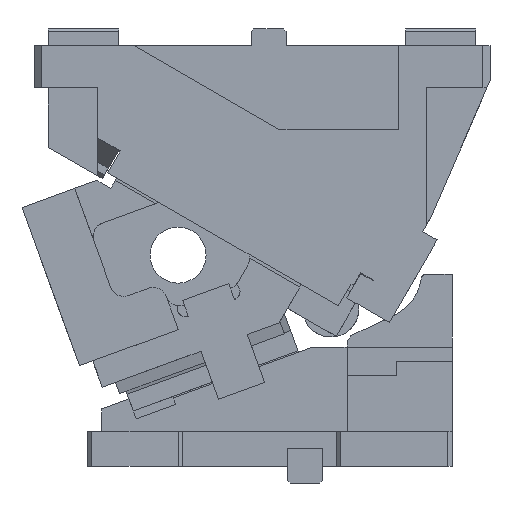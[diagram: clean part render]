
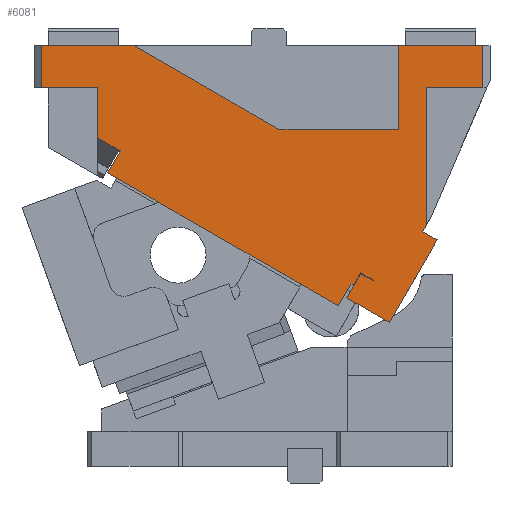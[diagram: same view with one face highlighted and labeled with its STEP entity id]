
A CAD part, left-side view. The second image highlights one B-rep face of the part: STEP entity #6081.
In plain terms, the highlighted planar face has unit normal (-1, 0, 0).
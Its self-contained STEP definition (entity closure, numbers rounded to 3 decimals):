
#2828=CARTESIAN_POINT('Vertex',(429.811,958.509,0.)) ;
#2831=CARTESIAN_POINT('Line Origine',(429.811,906.547,-30.)) ;
#2835=CARTESIAN_POINT('Vertex',(429.811,854.586,-60.)) ;
#3282=CARTESIAN_POINT('Vertex',(429.811,984.73,-30.)) ;
#3285=CARTESIAN_POINT('Line Origine',(429.811,1004.73,-30.)) ;
#3289=CARTESIAN_POINT('Vertex',(429.811,1024.73,-30.)) ;
#3560=CARTESIAN_POINT('Line Origine',(429.811,769.73,-30.)) ;
#3564=CARTESIAN_POINT('Vertex',(429.811,769.73,0.)) ;
#3566=CARTESIAN_POINT('Vertex',(429.811,769.73,-60.)) ;
#3591=CARTESIAN_POINT('Line Origine',(429.811,812.158,-60.)) ;
#4376=CARTESIAN_POINT('Line Origine',(429.811,976.63,-70.367)) ;
#4380=CARTESIAN_POINT('Vertex',(429.811,984.73,-65.69)) ;
#4382=CARTESIAN_POINT('Vertex',(429.811,968.529,-75.044)) ;
#4423=CARTESIAN_POINT('Line Origine',(429.811,973.029,-82.838)) ;
#4427=CARTESIAN_POINT('Vertex',(429.811,977.529,-90.632)) ;
#4466=CARTESIAN_POINT('Vertex',(429.811,742.509,-138.564)) ;
#4471=CARTESIAN_POINT('Line Origine',(429.811,759.509,-168.009)) ;
#4475=CARTESIAN_POINT('Vertex',(429.811,776.509,-197.454)) ;
#4685=CARTESIAN_POINT('Line Origine',(429.811,791.664,-188.704)) ;
#4689=CARTESIAN_POINT('Vertex',(429.811,806.819,-179.954)) ;
#4709=CARTESIAN_POINT('Line Origine',(429.811,801.819,-171.294)) ;
#4713=CARTESIAN_POINT('Vertex',(429.811,796.819,-162.633)) ;
#4733=CARTESIAN_POINT('Line Origine',(429.811,792.489,-165.133)) ;
#4737=CARTESIAN_POINT('Vertex',(429.811,788.159,-167.633)) ;
#4757=CARTESIAN_POINT('Line Origine',(429.811,788.034,-167.417)) ;
#4761=CARTESIAN_POINT('Vertex',(429.811,787.909,-167.2)) ;
#4797=CARTESIAN_POINT('Line Origine',(429.811,792.456,-164.575)) ;
#4801=CARTESIAN_POINT('Vertex',(429.811,797.002,-161.95)) ;
#4828=CARTESIAN_POINT('Line Origine',(429.811,799.627,-166.497)) ;
#4832=CARTESIAN_POINT('Vertex',(429.811,802.252,-171.044)) ;
#4859=CARTESIAN_POINT('Line Origine',(429.811,803.118,-170.544)) ;
#4863=CARTESIAN_POINT('Vertex',(429.811,803.984,-170.044)) ;
#4889=CARTESIAN_POINT('Vertex',(429.811,812.984,-185.632)) ;
#4904=CARTESIAN_POINT('Line Origine',(429.811,808.484,-177.838)) ;
#4922=CARTESIAN_POINT('Line Origine',(429.811,895.257,-138.132)) ;
#5090=CARTESIAN_POINT('Vertex',(429.811,752.901,-132.564)) ;
#5093=CARTESIAN_POINT('Line Origine',(429.811,747.705,-135.564)) ;
#5112=CARTESIAN_POINT('Line Origine',(429.811,751.315,-129.818)) ;
#5116=CARTESIAN_POINT('Vertex',(429.811,749.73,-127.072)) ;
#5251=CARTESIAN_POINT('Vertex',(429.811,709.73,0.)) ;
#5254=CARTESIAN_POINT('Line Origine',(429.811,709.73,-15.)) ;
#5258=CARTESIAN_POINT('Vertex',(429.811,709.73,-30.)) ;
#5796=CARTESIAN_POINT('Line Origine',(429.811,739.73,0.)) ;
#5991=CARTESIAN_POINT('Line Origine',(429.811,729.73,-30.)) ;
#5995=CARTESIAN_POINT('Vertex',(429.811,749.73,-30.)) ;
#6020=CARTESIAN_POINT('Line Origine',(429.811,749.73,-78.536)) ;
#6032=CARTESIAN_POINT('Axis2P3D Location',(429.811,863.601,-62.301)) ;
#6037=CARTESIAN_POINT('Line Origine',(429.811,991.619,0.)) ;
#6041=CARTESIAN_POINT('Vertex',(429.811,1024.73,0.)) ;
#6044=CARTESIAN_POINT('Line Origine',(429.811,1024.73,-15.)) ;
#6049=CARTESIAN_POINT('Line Origine',(429.811,984.73,-47.845)) ;
#2832=DIRECTION('Vector Direction',(0.,-0.866,-0.5)) ;
#3286=DIRECTION('Vector Direction',(0.,-1.,0.)) ;
#3561=DIRECTION('Vector Direction',(0.,0.,-1.)) ;
#3592=DIRECTION('Vector Direction',(0.,1.,0.)) ;
#4377=DIRECTION('Vector Direction',(0.,-0.866,-0.5)) ;
#4424=DIRECTION('Vector Direction',(0.,-0.5,0.866)) ;
#4472=DIRECTION('Vector Direction',(0.,-0.5,0.866)) ;
#4686=DIRECTION('Vector Direction',(0.,-0.866,-0.5)) ;
#4710=DIRECTION('Vector Direction',(0.,-0.5,0.866)) ;
#4734=DIRECTION('Vector Direction',(0.,-0.866,-0.5)) ;
#4758=DIRECTION('Vector Direction',(0.,0.5,-0.866)) ;
#4798=DIRECTION('Vector Direction',(0.,-0.866,-0.5)) ;
#4829=DIRECTION('Vector Direction',(0.,-0.5,0.866)) ;
#4860=DIRECTION('Vector Direction',(0.,-0.866,-0.5)) ;
#4905=DIRECTION('Vector Direction',(0.,-0.5,0.866)) ;
#4923=DIRECTION('Vector Direction',(0.,-0.866,-0.5)) ;
#5094=DIRECTION('Vector Direction',(0.,0.866,0.5)) ;
#5113=DIRECTION('Vector Direction',(0.,-0.5,0.866)) ;
#5255=DIRECTION('Vector Direction',(0.,0.,-1.)) ;
#5797=DIRECTION('Vector Direction',(0.,-1.,0.)) ;
#5992=DIRECTION('Vector Direction',(0.,-1.,0.)) ;
#6021=DIRECTION('Vector Direction',(0.,0.,1.)) ;
#6033=DIRECTION('Axis2P3D Direction',(1.,0.,0.)) ;
#6034=DIRECTION('Axis2P3D XDirection',(0.,1.,0.)) ;
#6038=DIRECTION('Vector Direction',(0.,1.,0.)) ;
#6045=DIRECTION('Vector Direction',(0.,0.,1.)) ;
#6050=DIRECTION('Vector Direction',(0.,0.,-1.)) ;
#6035=AXIS2_PLACEMENT_3D('Plane Axis2P3D',#6032,#6033,#6034) ;
#6055=ORIENTED_EDGE('',*,*,#4477,.T.) ;
#6056=ORIENTED_EDGE('',*,*,#5097,.T.) ;
#6057=ORIENTED_EDGE('',*,*,#5118,.T.) ;
#6058=ORIENTED_EDGE('',*,*,#6024,.T.) ;
#6059=ORIENTED_EDGE('',*,*,#5997,.T.) ;
#6060=ORIENTED_EDGE('',*,*,#5260,.F.) ;
#6061=ORIENTED_EDGE('',*,*,#5800,.F.) ;
#6062=ORIENTED_EDGE('',*,*,#3568,.T.) ;
#6063=ORIENTED_EDGE('',*,*,#3595,.T.) ;
#6064=ORIENTED_EDGE('',*,*,#2837,.F.) ;
#6065=ORIENTED_EDGE('',*,*,#6043,.T.) ;
#6066=ORIENTED_EDGE('',*,*,#6048,.F.) ;
#6067=ORIENTED_EDGE('',*,*,#3291,.T.) ;
#6068=ORIENTED_EDGE('',*,*,#6053,.T.) ;
#6069=ORIENTED_EDGE('',*,*,#4384,.T.) ;
#6070=ORIENTED_EDGE('',*,*,#4429,.F.) ;
#6071=ORIENTED_EDGE('',*,*,#4926,.F.) ;
#6072=ORIENTED_EDGE('',*,*,#4908,.T.) ;
#6073=ORIENTED_EDGE('',*,*,#4865,.T.) ;
#6074=ORIENTED_EDGE('',*,*,#4834,.T.) ;
#6075=ORIENTED_EDGE('',*,*,#4803,.T.) ;
#6076=ORIENTED_EDGE('',*,*,#4763,.T.) ;
#6077=ORIENTED_EDGE('',*,*,#4739,.F.) ;
#6078=ORIENTED_EDGE('',*,*,#4715,.F.) ;
#6079=ORIENTED_EDGE('',*,*,#4691,.T.) ;
#2833=VECTOR('Line Direction',#2832,1.) ;
#3287=VECTOR('Line Direction',#3286,1.) ;
#3562=VECTOR('Line Direction',#3561,1.) ;
#3593=VECTOR('Line Direction',#3592,1.) ;
#4378=VECTOR('Line Direction',#4377,1.) ;
#4425=VECTOR('Line Direction',#4424,1.) ;
#4473=VECTOR('Line Direction',#4472,1.) ;
#4687=VECTOR('Line Direction',#4686,1.) ;
#4711=VECTOR('Line Direction',#4710,1.) ;
#4735=VECTOR('Line Direction',#4734,1.) ;
#4759=VECTOR('Line Direction',#4758,1.) ;
#4799=VECTOR('Line Direction',#4798,1.) ;
#4830=VECTOR('Line Direction',#4829,1.) ;
#4861=VECTOR('Line Direction',#4860,1.) ;
#4906=VECTOR('Line Direction',#4905,1.) ;
#4924=VECTOR('Line Direction',#4923,1.) ;
#5095=VECTOR('Line Direction',#5094,1.) ;
#5114=VECTOR('Line Direction',#5113,1.) ;
#5256=VECTOR('Line Direction',#5255,1.) ;
#5798=VECTOR('Line Direction',#5797,1.) ;
#5993=VECTOR('Line Direction',#5992,1.) ;
#6022=VECTOR('Line Direction',#6021,1.) ;
#6039=VECTOR('Line Direction',#6038,1.) ;
#6046=VECTOR('Line Direction',#6045,1.) ;
#6051=VECTOR('Line Direction',#6050,1.) ;
#6081=ADVANCED_FACE('CAM HOLDER',(#6080),#6036,.F.) ;
#2837=EDGE_CURVE('',#2829,#2836,#2834,.T.) ;
#3291=EDGE_CURVE('',#3290,#3283,#3288,.T.) ;
#3568=EDGE_CURVE('',#3565,#3567,#3563,.T.) ;
#3595=EDGE_CURVE('',#3567,#2836,#3594,.T.) ;
#4384=EDGE_CURVE('',#4381,#4383,#4379,.T.) ;
#4429=EDGE_CURVE('',#4428,#4383,#4426,.T.) ;
#4477=EDGE_CURVE('',#4476,#4467,#4474,.T.) ;
#4691=EDGE_CURVE('',#4690,#4476,#4688,.T.) ;
#4715=EDGE_CURVE('',#4690,#4714,#4712,.T.) ;
#4739=EDGE_CURVE('',#4714,#4738,#4736,.T.) ;
#4763=EDGE_CURVE('',#4762,#4738,#4760,.T.) ;
#4803=EDGE_CURVE('',#4802,#4762,#4800,.T.) ;
#4834=EDGE_CURVE('',#4833,#4802,#4831,.T.) ;
#4865=EDGE_CURVE('',#4864,#4833,#4862,.T.) ;
#4908=EDGE_CURVE('',#4890,#4864,#4907,.T.) ;
#4926=EDGE_CURVE('',#4890,#4428,#4925,.F.) ;
#5097=EDGE_CURVE('',#4467,#5091,#5096,.T.) ;
#5118=EDGE_CURVE('',#5091,#5117,#5115,.T.) ;
#5260=EDGE_CURVE('',#5252,#5259,#5257,.T.) ;
#5800=EDGE_CURVE('',#3565,#5252,#5799,.T.) ;
#5997=EDGE_CURVE('',#5996,#5259,#5994,.T.) ;
#6024=EDGE_CURVE('',#5117,#5996,#6023,.T.) ;
#6043=EDGE_CURVE('',#2829,#6042,#6040,.T.) ;
#6048=EDGE_CURVE('',#3290,#6042,#6047,.T.) ;
#6053=EDGE_CURVE('',#3283,#4381,#6052,.T.) ;
#6054=EDGE_LOOP('',(#6055,#6056,#6057,#6058,#6059,#6060,#6061,#6062,#6063,#6064,#6065,#6066,#6067,#6068,#6069,#6070,#6071,#6072,#6073,#6074,#6075,#6076,#6077,#6078,#6079)) ;
#6080=FACE_OUTER_BOUND('',#6054,.T.) ;
#2834=LINE('Line',#2831,#2833) ;
#3288=LINE('Line',#3285,#3287) ;
#3563=LINE('Line',#3560,#3562) ;
#3594=LINE('Line',#3591,#3593) ;
#4379=LINE('Line',#4376,#4378) ;
#4426=LINE('Line',#4423,#4425) ;
#4474=LINE('Line',#4471,#4473) ;
#4688=LINE('Line',#4685,#4687) ;
#4712=LINE('Line',#4709,#4711) ;
#4736=LINE('Line',#4733,#4735) ;
#4760=LINE('Line',#4757,#4759) ;
#4800=LINE('Line',#4797,#4799) ;
#4831=LINE('Line',#4828,#4830) ;
#4862=LINE('Line',#4859,#4861) ;
#4907=LINE('Line',#4904,#4906) ;
#4925=LINE('Line',#4922,#4924) ;
#5096=LINE('Line',#5093,#5095) ;
#5115=LINE('Line',#5112,#5114) ;
#5257=LINE('Line',#5254,#5256) ;
#5799=LINE('Line',#5796,#5798) ;
#5994=LINE('Line',#5991,#5993) ;
#6023=LINE('Line',#6020,#6022) ;
#6040=LINE('Line',#6037,#6039) ;
#6047=LINE('Line',#6044,#6046) ;
#6052=LINE('Line',#6049,#6051) ;
#6036=PLANE('Plane',#6035) ;
#2829=VERTEX_POINT('',#2828) ;
#2836=VERTEX_POINT('',#2835) ;
#3283=VERTEX_POINT('',#3282) ;
#3290=VERTEX_POINT('',#3289) ;
#3565=VERTEX_POINT('',#3564) ;
#3567=VERTEX_POINT('',#3566) ;
#4381=VERTEX_POINT('',#4380) ;
#4383=VERTEX_POINT('',#4382) ;
#4428=VERTEX_POINT('',#4427) ;
#4467=VERTEX_POINT('',#4466) ;
#4476=VERTEX_POINT('',#4475) ;
#4690=VERTEX_POINT('',#4689) ;
#4714=VERTEX_POINT('',#4713) ;
#4738=VERTEX_POINT('',#4737) ;
#4762=VERTEX_POINT('',#4761) ;
#4802=VERTEX_POINT('',#4801) ;
#4833=VERTEX_POINT('',#4832) ;
#4864=VERTEX_POINT('',#4863) ;
#4890=VERTEX_POINT('',#4889) ;
#5091=VERTEX_POINT('',#5090) ;
#5117=VERTEX_POINT('',#5116) ;
#5252=VERTEX_POINT('',#5251) ;
#5259=VERTEX_POINT('',#5258) ;
#5996=VERTEX_POINT('',#5995) ;
#6042=VERTEX_POINT('',#6041) ;
